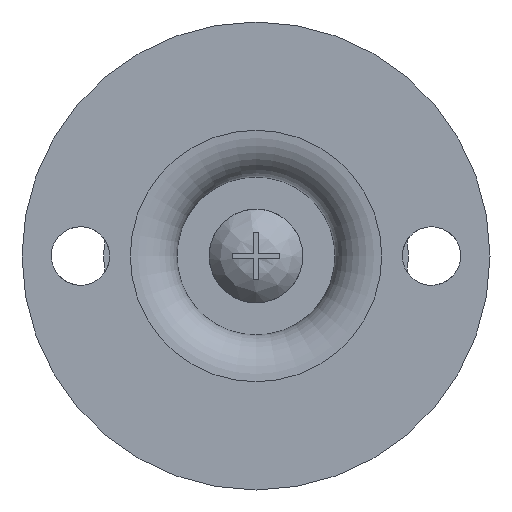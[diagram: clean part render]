
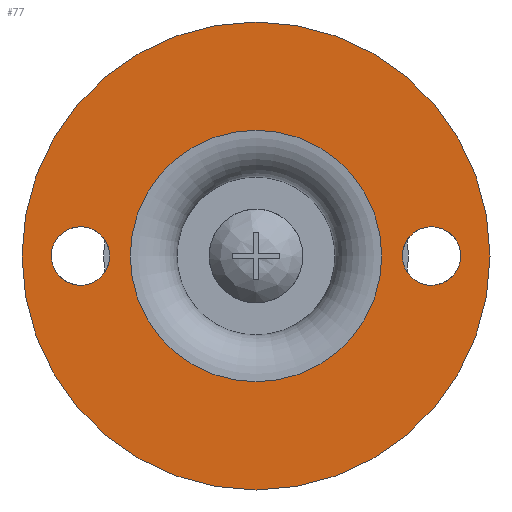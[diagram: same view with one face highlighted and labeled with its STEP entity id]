
A CAD part, front view. The second image highlights one B-rep face of the part: STEP entity #77.
In plain terms, the highlighted planar face has unit normal (0, -1, 0).
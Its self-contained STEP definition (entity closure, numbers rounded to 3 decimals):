
#77 = ADVANCED_FACE( '', ( #195, #196, #197, #198 ), #199, .F. );
#195 = FACE_BOUND( '', #366, .T. );
#196 = FACE_BOUND( '', #367, .T. );
#197 = FACE_OUTER_BOUND( '', #368, .T. );
#198 = FACE_BOUND( '', #369, .T. );
#199 = PLANE( '', #370 );
#366 = EDGE_LOOP( '', ( #577 ) );
#367 = EDGE_LOOP( '', ( #578 ) );
#368 = EDGE_LOOP( '', ( #579 ) );
#369 = EDGE_LOOP( '', ( #580 ) );
#370 = AXIS2_PLACEMENT_3D( '', #581, #582, #583 );
#577 = ORIENTED_EDGE( '', *, *, #962, .F. );
#578 = ORIENTED_EDGE( '', *, *, #963, .F. );
#579 = ORIENTED_EDGE( '', *, *, #964, .T. );
#580 = ORIENTED_EDGE( '', *, *, #965, .T. );
#581 = CARTESIAN_POINT( '', ( 20., 0., 0. ) );
#582 = DIRECTION( '', ( 0., 1., 0. ) );
#583 = DIRECTION( '', ( 0., 0., 1. ) );
#962 = EDGE_CURVE( '', #1121, #1121, #1122, .T. );
#963 = EDGE_CURVE( '', #1123, #1123, #1124, .F. );
#964 = EDGE_CURVE( '', #1125, #1125, #1126, .T. );
#965 = EDGE_CURVE( '', #1127, #1127, #1128, .T. );
#1121 = VERTEX_POINT( '', #1348 );
#1122 = CIRCLE( '', #1349, 10.75 );
#1123 = VERTEX_POINT( '', #1350 );
#1124 = CIRCLE( '', #1351, 2.5 );
#1125 = VERTEX_POINT( '', #1352 );
#1126 = CIRCLE( '', #1353, 20. );
#1127 = VERTEX_POINT( '', #1354 );
#1128 = CIRCLE( '', #1355, 2.5 );
#1348 = CARTESIAN_POINT( '', ( 0., 0., -10.75 ) );
#1349 = AXIS2_PLACEMENT_3D( '', #1733, #1734, #1735 );
#1350 = CARTESIAN_POINT( '', ( 15., 0., 2.5 ) );
#1351 = AXIS2_PLACEMENT_3D( '', #1736, #1737, #1738 );
#1352 = CARTESIAN_POINT( '', ( 0., 0., -20. ) );
#1353 = AXIS2_PLACEMENT_3D( '', #1739, #1740, #1741 );
#1354 = CARTESIAN_POINT( '', ( -12.5, 0., 0. ) );
#1355 = AXIS2_PLACEMENT_3D( '', #1742, #1743, #1744 );
#1733 = CARTESIAN_POINT( '', ( 0., 0., 0. ) );
#1734 = DIRECTION( '', ( 0., -1., 0. ) );
#1735 = DIRECTION( '', ( 0., 0., -1. ) );
#1736 = CARTESIAN_POINT( '', ( 15., 0., 0. ) );
#1737 = DIRECTION( '', ( 0., 1., 0. ) );
#1738 = DIRECTION( '', ( 0., 0., 1. ) );
#1739 = CARTESIAN_POINT( '', ( 0., 0., 0. ) );
#1740 = DIRECTION( '', ( 0., -1., 0. ) );
#1741 = DIRECTION( '', ( 0., 0., -1. ) );
#1742 = CARTESIAN_POINT( '', ( -15., 0., 0. ) );
#1743 = DIRECTION( '', ( 0., 1., 0. ) );
#1744 = DIRECTION( '', ( 1., 0., 0. ) );
